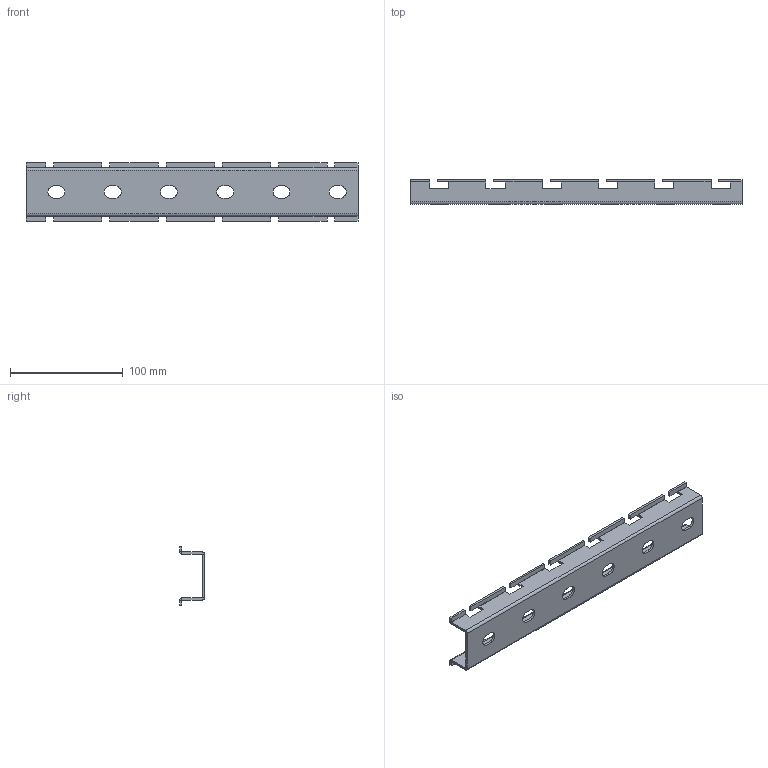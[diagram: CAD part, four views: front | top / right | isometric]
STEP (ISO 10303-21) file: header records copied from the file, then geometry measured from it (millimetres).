
FILE_DESCRIPTION (( 'STEP AP203' ), '1' );
FILE_NAME ('00406507.STEP', '2021-07-08T01:50:33', ( '' ), ( '' ), 'SwSTEP 2.0', 'SolidWorks 2020', '' );
FILE_SCHEMA (( 'CONFIG_CONTROL_DESIGN' ));
Length unit declared in the file: millimetre
Products named in the file (1): 00406507
Bounding box: 295 x 22 x 52 mm (x, y, z)
Volume: 47646 mm3; surface area: 50754.5 mm2
Topology: 1 solids, 1 shells, 182 faces, 484 edges, 304 vertices
Faces by surface type: plane 138, cylinder 44
Entity records: 5649 total; most frequent: CARTESIAN_POINT 971, ORIENTED_EDGE 968, DIRECTION 938, EDGE_CURVE 484, LINE 396, VECTOR 396, VERTEX_POINT 304, AXIS2_PLACEMENT_3D 271
